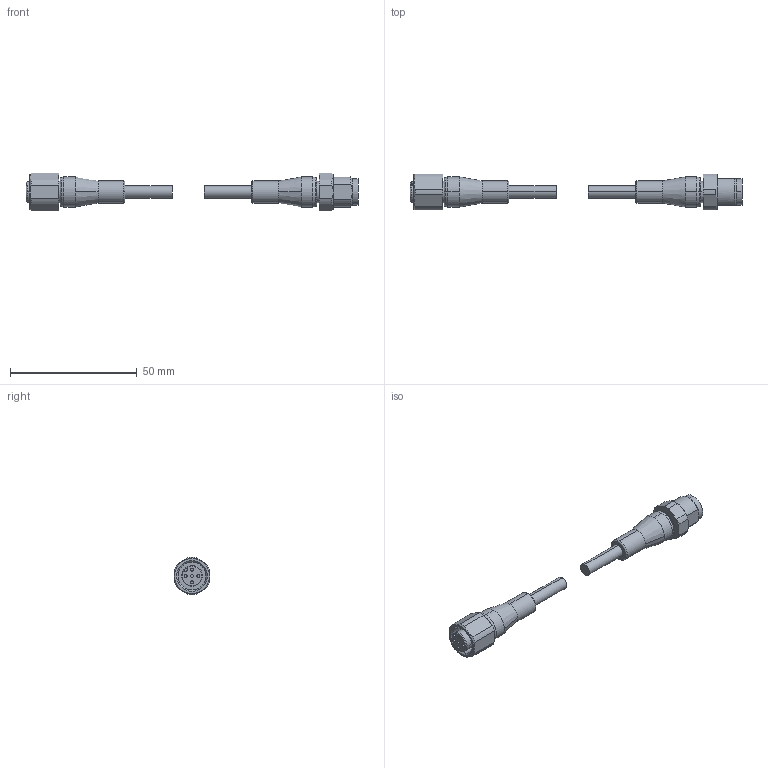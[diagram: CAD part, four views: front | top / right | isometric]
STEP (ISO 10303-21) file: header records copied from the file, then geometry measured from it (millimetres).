
FILE_DESCRIPTION (( 'STEP AP214' ), '1' );
FILE_NAME ('7024-40021-3210300.STEP', '2019-03-12T20:54:29', ( '' ), ( '' ), 'SwSTEP 2.0', 'SolidWorks 2018', '' );
FILE_SCHEMA (( 'AUTOMOTIVE_DESIGN' ));
Length unit declared in the file: inch
Products named in the file (3): 7024-40021-3210300_FEMALE; 7024-40021-3210300_MALE; 7024-40021-3210300
Assembly tree (2 placements, depth 2):
  7024-40021-3210300
    7024-40021-3210300_FEMALE
    7024-40021-3210300_MALE
Bounding box: 131.2 x 14 x 15 mm (x, y, z)
Volume: 8045.7 mm3; surface area: 5070.7 mm2
Topology: 2 solids, 2 shells, 144 faces, 334 edges, 213 vertices
Faces by surface type: cylinder 60, plane 43, cone 25, torus 12, bspline 4
Entity records: 4386 total; most frequent: CARTESIAN_POINT 886, DIRECTION 780, ORIENTED_EDGE 668, EDGE_CURVE 334, AXIS2_PLACEMENT_3D 331, VERTEX_POINT 213, CIRCLE 186, EDGE_LOOP 163
